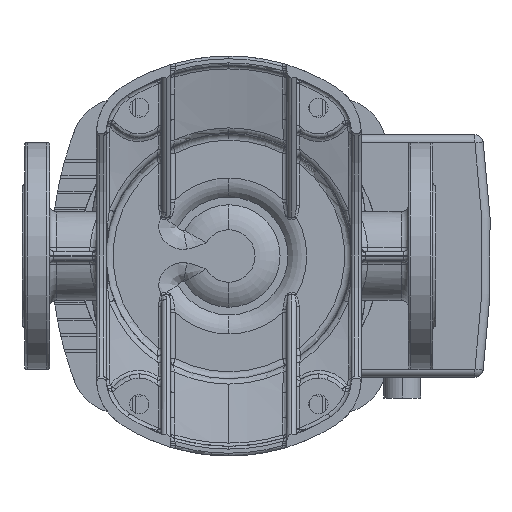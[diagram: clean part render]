
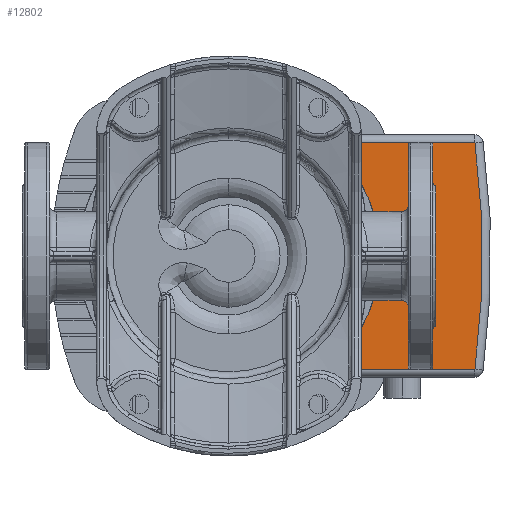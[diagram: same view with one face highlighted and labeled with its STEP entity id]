
A CAD part, front view. The second image highlights one B-rep face of the part: STEP entity #12802.
In plain terms, the highlighted face is planar.
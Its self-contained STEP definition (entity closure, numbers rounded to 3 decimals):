
#1477 = LINE ( 'NONE', #13066, #49977 ) ;
#2494 = FACE_OUTER_BOUND ( 'NONE', #5686, .T. ) ;
#5686 = EDGE_LOOP ( 'NONE', ( #62662, #13359, #14483, #16767 ) ) ;
#7067 = CARTESIAN_POINT ( 'NONE',  ( 0., 0., -140.5 ) ) ;
#8299 = CARTESIAN_POINT ( 'NONE',  ( 68., 128.5, -140.5 ) ) ;
#8376 = CARTESIAN_POINT ( 'NONE',  ( -82., 72.569, -140.5 ) ) ;
#9558 = CIRCLE ( 'NONE', #36224, 109.5 ) ;
#11091 = AXIS2_PLACEMENT_3D ( 'NONE', #8299, #30436, #69172 ) ;
#11332 = DIRECTION ( 'NONE',  ( 0., -1., 0. ) ) ;
#12802 = ADVANCED_FACE ( 'NONE', ( #2494 ), #24641, .T. ) ;
#13066 = CARTESIAN_POINT ( 'NONE',  ( 82., 128.5, -140.5 ) ) ;
#13207 = DIRECTION ( 'NONE',  ( 1., 0., 0. ) ) ;
#13359 = ORIENTED_EDGE ( 'NONE', *, *, #34645, .T. ) ;
#14257 = CARTESIAN_POINT ( 'NONE',  ( 82., 178.436, -140.5 ) ) ;
#14483 = ORIENTED_EDGE ( 'NONE', *, *, #43308, .T. ) ;
#16767 = ORIENTED_EDGE ( 'NONE', *, *, #27871, .T. ) ;
#18398 = CARTESIAN_POINT ( 'NONE',  ( -82., 128.5, -140.5 ) ) ;
#20577 = CARTESIAN_POINT ( 'NONE',  ( -82., 178.436, -140.5 ) ) ;
#24641 = PLANE ( 'NONE',  #11091 ) ;
#25674 = VERTEX_POINT ( 'NONE', #28440 ) ;
#27871 = EDGE_CURVE ( 'NONE', #48863, #33387, #68022, .T. ) ;
#28440 = CARTESIAN_POINT ( 'NONE',  ( 82., 72.569, -140.5 ) ) ;
#29509 = VERTEX_POINT ( 'NONE', #14257 ) ;
#30436 = DIRECTION ( 'NONE',  ( 0., 0., 1. ) ) ;
#33387 = VERTEX_POINT ( 'NONE', #8376 ) ;
#33795 = DIRECTION ( 'NONE',  ( 0., 0., 1. ) ) ;
#34645 = EDGE_CURVE ( 'NONE', #25674, #29509, #1477, .T. ) ;
#36224 = AXIS2_PLACEMENT_3D ( 'NONE', #7067, #39687, #13207 ) ;
#39687 = DIRECTION ( 'NONE',  ( 0., 0., -1. ) ) ;
#43308 = EDGE_CURVE ( 'NONE', #29509, #48863, #51621, .T. ) ;
#45749 = CARTESIAN_POINT ( 'NONE',  ( 0., -423., -140.5 ) ) ;
#48679 = VECTOR ( 'NONE', #57144, 1000. ) ;
#48863 = VERTEX_POINT ( 'NONE', #20577 ) ;
#49977 = VECTOR ( 'NONE', #57280, 1000. ) ;
#51621 = CIRCLE ( 'NONE', #68928, 607. ) ;
#57144 = DIRECTION ( 'NONE',  ( 0., -1., 0. ) ) ;
#57280 = DIRECTION ( 'NONE',  ( 0., 1., 0. ) ) ;
#60634 = EDGE_CURVE ( 'NONE', #33387, #25674, #9558, .T. ) ;
#62662 = ORIENTED_EDGE ( 'NONE', *, *, #60634, .T. ) ;
#68022 = LINE ( 'NONE', #18398, #48679 ) ;
#68928 = AXIS2_PLACEMENT_3D ( 'NONE', #45749, #33795, #11332 ) ;
#69172 = DIRECTION ( 'NONE',  ( 0., -1., 0. ) ) ;
